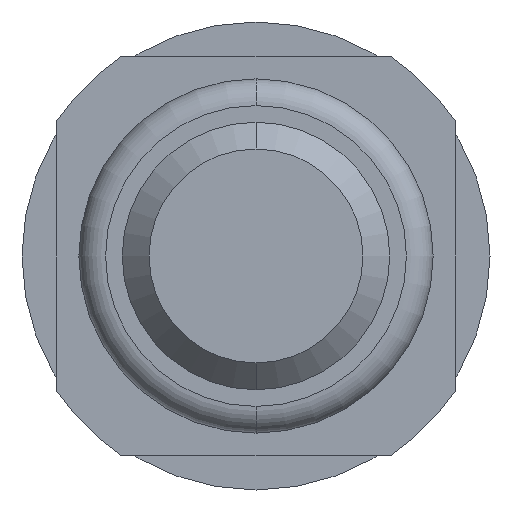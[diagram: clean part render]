
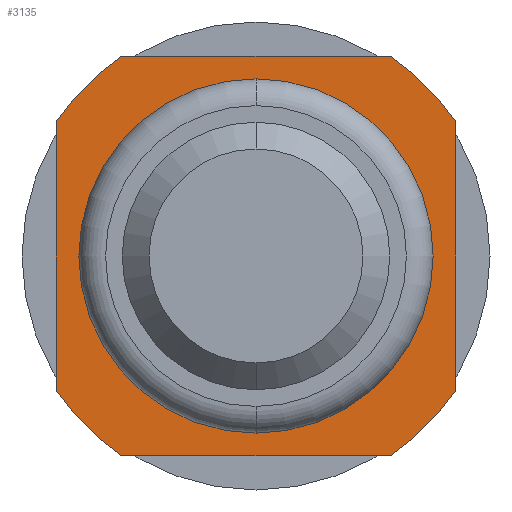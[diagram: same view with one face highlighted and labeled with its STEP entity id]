
A CAD part, front view. The second image highlights one B-rep face of the part: STEP entity #3135.
In plain terms, the highlighted planar face has unit normal (0, -1, 0).
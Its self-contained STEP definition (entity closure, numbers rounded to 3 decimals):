
#25 = VERTEX_POINT ( 'NONE', #1418 ) ;
#31 = CARTESIAN_POINT ( 'NONE',  ( 1.8, -2., 1.495 ) ) ;
#94 = DIRECTION ( 'NONE',  ( 0., 0., 1. ) ) ;
#155 = EDGE_CURVE ( 'NONE', #592, #3557, #2115, .T. ) ;
#293 = LINE ( 'NONE', #3442, #783 ) ;
#294 = CIRCLE ( 'NONE', #2424, 1.8 ) ;
#330 = DIRECTION ( 'NONE',  ( -1., 0., 0. ) ) ;
#412 = VECTOR ( 'NONE', #2413, 1000. ) ;
#443 = CARTESIAN_POINT ( 'NONE',  ( 1.8, -2., 0. ) ) ;
#452 = ORIENTED_EDGE ( 'NONE', *, *, #687, .F. ) ;
#556 = DIRECTION ( 'NONE',  ( 0., 1., 0. ) ) ;
#572 = FACE_OUTER_BOUND ( 'NONE', #1581, .T. ) ;
#580 = CARTESIAN_POINT ( 'NONE',  ( 1.002, -2., 1.495 ) ) ;
#592 = VERTEX_POINT ( 'NONE', #1327 ) ;
#630 = ORIENTED_EDGE ( 'NONE', *, *, #1687, .F. ) ;
#651 = VERTEX_POINT ( 'NONE', #580 ) ;
#654 = DIRECTION ( 'NONE',  ( 0., 1., 0. ) ) ;
#673 = CARTESIAN_POINT ( 'NONE',  ( -1.002, -2., -1.495 ) ) ;
#687 = EDGE_CURVE ( 'NONE', #3557, #936, #2153, .T. ) ;
#724 = CARTESIAN_POINT ( 'NONE',  ( 0., -2., -1.325 ) ) ;
#759 = ORIENTED_EDGE ( 'NONE', *, *, #2452, .F. ) ;
#783 = VECTOR ( 'NONE', #3421, 1000. ) ;
#903 = DIRECTION ( 'NONE',  ( 0., 0., 1. ) ) ;
#914 = DIRECTION ( 'NONE',  ( 1., 0., 0. ) ) ;
#917 = VERTEX_POINT ( 'NONE', #2072 ) ;
#936 = VERTEX_POINT ( 'NONE', #673 ) ;
#1003 = VECTOR ( 'NONE', #914, 1000. ) ;
#1008 = EDGE_CURVE ( 'NONE', #1065, #1972, #1450, .T. ) ;
#1023 = AXIS2_PLACEMENT_3D ( 'NONE', #3648, #2726, #1940 ) ;
#1065 = VERTEX_POINT ( 'NONE', #3601 ) ;
#1068 = DIRECTION ( 'NONE',  ( 0., 0., 1. ) ) ;
#1195 = AXIS2_PLACEMENT_3D ( 'NONE', #1345, #3337, #1068 ) ;
#1222 = CARTESIAN_POINT ( 'NONE',  ( 0., -2., 0. ) ) ;
#1268 = DIRECTION ( 'NONE',  ( 0., 1., 0. ) ) ;
#1307 = DIRECTION ( 'NONE',  ( 0., 0., 1. ) ) ;
#1319 = PLANE ( 'NONE',  #2328 ) ;
#1327 = CARTESIAN_POINT ( 'NONE',  ( 1.495, -2., -1.002 ) ) ;
#1345 = CARTESIAN_POINT ( 'NONE',  ( 0., -2., 0. ) ) ;
#1418 = CARTESIAN_POINT ( 'NONE',  ( -1.002, -2., 1.495 ) ) ;
#1450 = CIRCLE ( 'NONE', #3190, 1.325 ) ;
#1509 = CIRCLE ( 'NONE', #1023, 1.325 ) ;
#1537 = CARTESIAN_POINT ( 'NONE',  ( 1.495, -2., 0. ) ) ;
#1542 = EDGE_CURVE ( 'NONE', #917, #592, #2717, .T. ) ;
#1574 = ORIENTED_EDGE ( 'NONE', *, *, #3561, .F. ) ;
#1581 = EDGE_LOOP ( 'NONE', ( #3367, #1702, #1574, #630, #3122, #759, #452, #2146 ) ) ;
#1686 = LINE ( 'NONE', #31, #1003 ) ;
#1687 = EDGE_CURVE ( 'NONE', #3263, #25, #3527, .T. ) ;
#1702 = ORIENTED_EDGE ( 'NONE', *, *, #3458, .F. ) ;
#1736 = CARTESIAN_POINT ( 'NONE',  ( 1.002, -2., -1.495 ) ) ;
#1795 = DIRECTION ( 'NONE',  ( 0., 0., 1. ) ) ;
#1940 = DIRECTION ( 'NONE',  ( 0., 0., 1. ) ) ;
#1972 = VERTEX_POINT ( 'NONE', #724 ) ;
#2065 = CARTESIAN_POINT ( 'NONE',  ( 1.8, -2., -1.495 ) ) ;
#2072 = CARTESIAN_POINT ( 'NONE',  ( 1.495, -2., 1.002 ) ) ;
#2115 = CIRCLE ( 'NONE', #3281, 1.8 ) ;
#2146 = ORIENTED_EDGE ( 'NONE', *, *, #155, .F. ) ;
#2153 = LINE ( 'NONE', #2065, #3029 ) ;
#2162 = ORIENTED_EDGE ( 'NONE', *, *, #2223, .T. ) ;
#2223 = EDGE_CURVE ( 'NONE', #1972, #1065, #1509, .T. ) ;
#2249 = CIRCLE ( 'NONE', #2351, 1.8 ) ;
#2281 = CARTESIAN_POINT ( 'NONE',  ( -1.495, -2., -1.002 ) ) ;
#2328 = AXIS2_PLACEMENT_3D ( 'NONE', #443, #2660, #1307 ) ;
#2351 = AXIS2_PLACEMENT_3D ( 'NONE', #2513, #2788, #94 ) ;
#2404 = CARTESIAN_POINT ( 'NONE',  ( 0., -2., 0. ) ) ;
#2413 = DIRECTION ( 'NONE',  ( 0., 0., -1. ) ) ;
#2424 = AXIS2_PLACEMENT_3D ( 'NONE', #3405, #556, #903 ) ;
#2452 = EDGE_CURVE ( 'NONE', #936, #2630, #2249, .T. ) ;
#2513 = CARTESIAN_POINT ( 'NONE',  ( 0., -2., 0. ) ) ;
#2630 = VERTEX_POINT ( 'NONE', #2281 ) ;
#2660 = DIRECTION ( 'NONE',  ( 0., 1., 0. ) ) ;
#2717 = LINE ( 'NONE', #1537, #412 ) ;
#2726 = DIRECTION ( 'NONE',  ( 0., 1., 0. ) ) ;
#2788 = DIRECTION ( 'NONE',  ( 0., 1., 0. ) ) ;
#2888 = EDGE_LOOP ( 'NONE', ( #3377, #2162 ) ) ;
#2935 = EDGE_CURVE ( 'NONE', #2630, #3263, #293, .T. ) ;
#3029 = VECTOR ( 'NONE', #330, 1000. ) ;
#3122 = ORIENTED_EDGE ( 'NONE', *, *, #2935, .F. ) ;
#3135 = ADVANCED_FACE ( 'NONE', ( #3586, #572 ), #1319, .F. ) ;
#3173 = DIRECTION ( 'NONE',  ( 0., 0., 1. ) ) ;
#3190 = AXIS2_PLACEMENT_3D ( 'NONE', #2404, #1268, #1795 ) ;
#3263 = VERTEX_POINT ( 'NONE', #3331 ) ;
#3281 = AXIS2_PLACEMENT_3D ( 'NONE', #1222, #654, #3173 ) ;
#3331 = CARTESIAN_POINT ( 'NONE',  ( -1.495, -2., 1.002 ) ) ;
#3337 = DIRECTION ( 'NONE',  ( 0., 1., 0. ) ) ;
#3367 = ORIENTED_EDGE ( 'NONE', *, *, #1542, .F. ) ;
#3377 = ORIENTED_EDGE ( 'NONE', *, *, #1008, .T. ) ;
#3405 = CARTESIAN_POINT ( 'NONE',  ( 0., -2., 0. ) ) ;
#3421 = DIRECTION ( 'NONE',  ( 0., 0., 1. ) ) ;
#3442 = CARTESIAN_POINT ( 'NONE',  ( -1.495, -2., 0. ) ) ;
#3458 = EDGE_CURVE ( 'NONE', #651, #917, #294, .T. ) ;
#3527 = CIRCLE ( 'NONE', #1195, 1.8 ) ;
#3557 = VERTEX_POINT ( 'NONE', #1736 ) ;
#3561 = EDGE_CURVE ( 'NONE', #25, #651, #1686, .T. ) ;
#3586 = FACE_BOUND ( 'NONE', #2888, .T. ) ;
#3601 = CARTESIAN_POINT ( 'NONE',  ( 0., -2., 1.325 ) ) ;
#3648 = CARTESIAN_POINT ( 'NONE',  ( 0., -2., 0. ) ) ;
